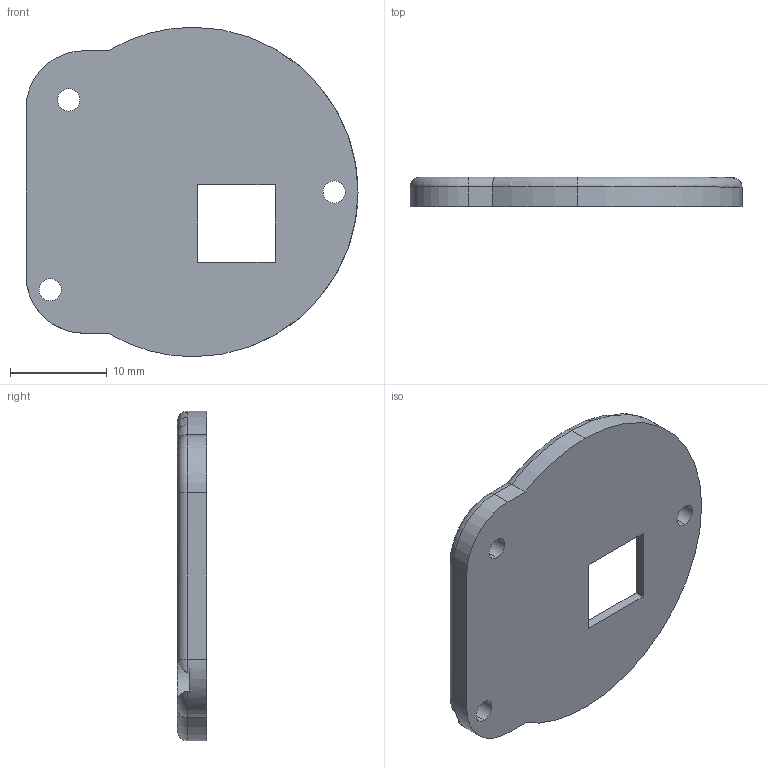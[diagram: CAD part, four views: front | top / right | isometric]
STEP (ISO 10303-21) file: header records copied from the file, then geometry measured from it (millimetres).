
FILE_DESCRIPTION (( 'STEP AP214' ), '1' );
FILE_NAME ('FuseCap.STEP', '2024-12-18T17:51:41', ( '' ), ( '' ), 'SwSTEP 2.0', 'SolidWorks 2022', '' );
FILE_SCHEMA (( 'AUTOMOTIVE_DESIGN' ));
Length unit declared in the file: millimetre
Products named in the file (1): FuseCap
Bounding box: 34.25 x 3 x 34 mm (x, y, z)
Volume: 2536.3 mm3; surface area: 2227 mm2
Topology: 1 solids, 1 shells, 43 faces, 108 edges, 68 vertices
Faces by surface type: cylinder 21, plane 16, torus 6
Entity records: 1397 total; most frequent: CARTESIAN_POINT 285, DIRECTION 239, ORIENTED_EDGE 216, EDGE_CURVE 108, AXIS2_PLACEMENT_3D 94, VERTEX_POINT 68, EDGE_LOOP 52, VECTOR 51
